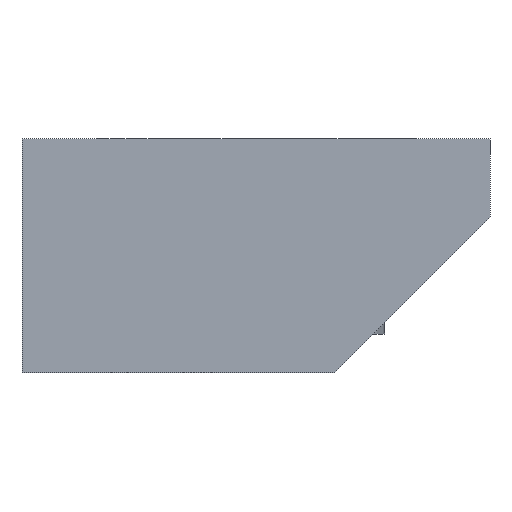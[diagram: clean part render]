
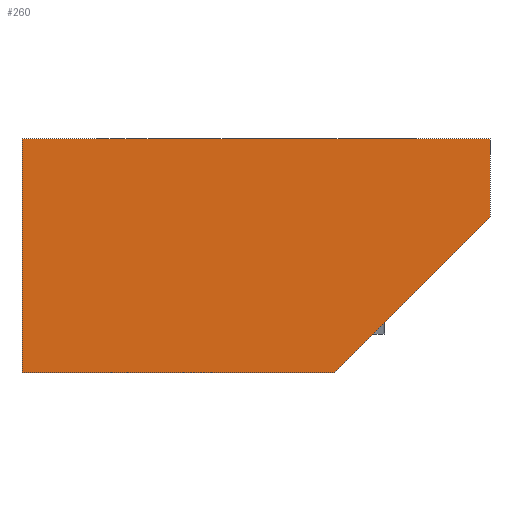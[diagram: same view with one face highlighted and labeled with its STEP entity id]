
A CAD part, front view. The second image highlights one B-rep face of the part: STEP entity #260.
In plain terms, the highlighted planar face has unit normal (0, -1, 0).
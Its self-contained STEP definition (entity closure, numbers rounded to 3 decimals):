
#69 = EDGE_CURVE('',#70,#72,#74,.T.);
#70 = VERTEX_POINT('',#71);
#71 = CARTESIAN_POINT('',(3.,-15.,2.));
#72 = VERTEX_POINT('',#73);
#73 = CARTESIAN_POINT('',(3.,-15.,3.));
#74 = LINE('',#75,#76);
#75 = CARTESIAN_POINT('',(3.,-15.,0.));
#76 = VECTOR('',#77,1.);
#77 = DIRECTION('',(0.,0.,1.));
#134 = EDGE_CURVE('',#70,#135,#137,.T.);
#135 = VERTEX_POINT('',#136);
#136 = CARTESIAN_POINT('',(1.,-15.,-0.));
#137 = LINE('',#138,#139);
#138 = CARTESIAN_POINT('',(2.,-15.,1.));
#139 = VECTOR('',#140,1.);
#140 = DIRECTION('',(-0.707,-0.,-0.707));
#193 = VERTEX_POINT('',#194);
#194 = CARTESIAN_POINT('',(-3.,-15.,0.));
#200 = EDGE_CURVE('',#135,#193,#201,.T.);
#201 = LINE('',#202,#203);
#202 = CARTESIAN_POINT('',(3.,-15.,0.));
#203 = VECTOR('',#204,1.);
#204 = DIRECTION('',(-1.,0.,0.));
#216 = EDGE_CURVE('',#193,#217,#219,.T.);
#217 = VERTEX_POINT('',#218);
#218 = CARTESIAN_POINT('',(-3.,-15.,3.));
#219 = LINE('',#220,#221);
#220 = CARTESIAN_POINT('',(-3.,-15.,0.));
#221 = VECTOR('',#222,1.);
#222 = DIRECTION('',(0.,0.,1.));
#260 = ADVANCED_FACE('',(#261),#273,.T.);
#261 = FACE_BOUND('',#262,.T.);
#262 = EDGE_LOOP('',(#263,#264,#270,#271,#272));
#263 = ORIENTED_EDGE('',*,*,#69,.T.);
#264 = ORIENTED_EDGE('',*,*,#265,.T.);
#265 = EDGE_CURVE('',#72,#217,#266,.T.);
#266 = LINE('',#267,#268);
#267 = CARTESIAN_POINT('',(3.,-15.,3.));
#268 = VECTOR('',#269,1.);
#269 = DIRECTION('',(-1.,0.,0.));
#270 = ORIENTED_EDGE('',*,*,#216,.F.);
#271 = ORIENTED_EDGE('',*,*,#200,.F.);
#272 = ORIENTED_EDGE('',*,*,#134,.F.);
#273 = PLANE('',#274);
#274 = AXIS2_PLACEMENT_3D('',#275,#276,#277);
#275 = CARTESIAN_POINT('',(3.,-15.,0.));
#276 = DIRECTION('',(0.,-1.,0.));
#277 = DIRECTION('',(-1.,0.,0.));
